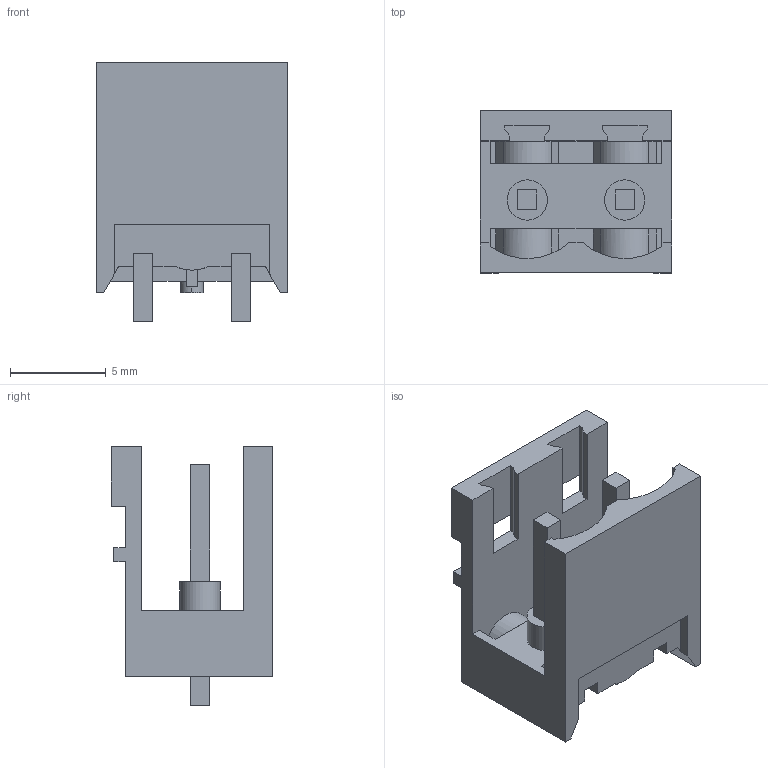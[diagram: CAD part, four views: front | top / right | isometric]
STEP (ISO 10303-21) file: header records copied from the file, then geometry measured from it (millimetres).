
FILE_DESCRIPTION(('CATIA V5 STEP Exchange','CAx-IF Rec.Pracs.--- Model Styling and Organization---1.2---2011-12-15'),'2;1');
FILE_NAME ('D1455891_0', '2018-03-19T17:02:34+00:00', ('none'), ('Weidmueller'), 'CATIA Version 5-6 Release 2014', 'CATIA V5 STEP AP214', 'none');
FILE_SCHEMA(('AUTOMOTIVE_DESIGN { 1 0 10303 214 1 1 1 1 }'));
Length unit declared in the file: millimetre
Products named in the file (1): 1775522001
Bounding box: 9.96 x 8.43 x 13.5 mm (x, y, z)
Volume: 347.8 mm3; surface area: 910.1 mm2
Topology: 3 solids, 3 shells, 128 faces, 387 edges, 261 vertices
Faces by surface type: plane 112, cylinder 14, extrusion 2
Entity records: 4522 total; most frequent: CARTESIAN_POINT 920, ORIENTED_EDGE 774, DIRECTION 619, EDGE_CURVE 387, VECTOR 337, LINE 335, VERTEX_POINT 261, AXIS2_PLACEMENT_3D 156
